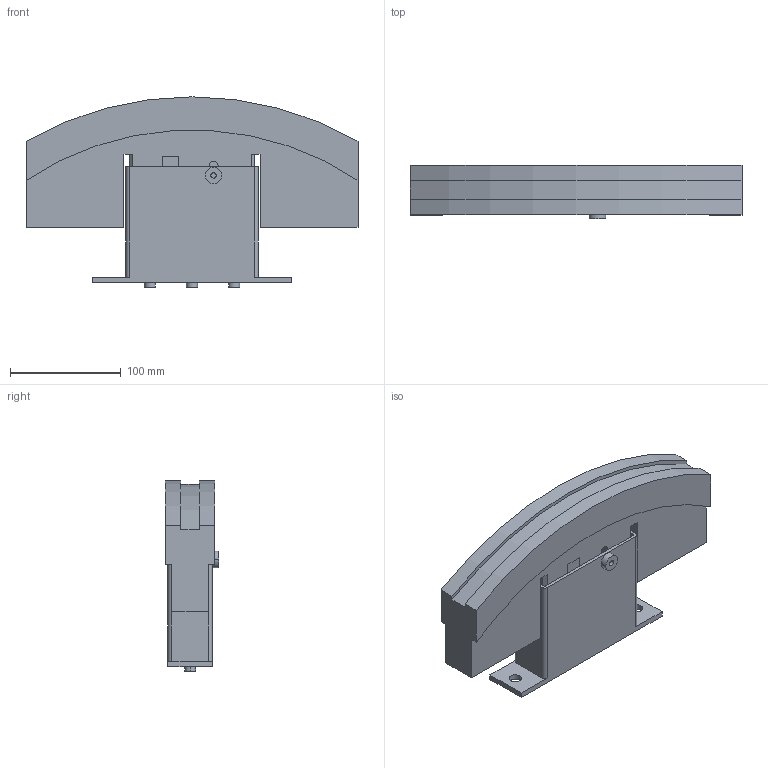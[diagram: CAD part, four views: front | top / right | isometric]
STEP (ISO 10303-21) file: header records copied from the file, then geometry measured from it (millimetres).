
FILE_DESCRIPTION(('STEP AP214'),'1');
FILE_NAME('cctmp_AD5F09EE-74C5-4380-AC27-A2D478AA87AB_2023_6_21_14_36_9_827..stp','2023-06-21T12:36:09',('Murtfeldt Kunststoffe GmbH & Co.KG'),('CADClick - www.CADClick.com'),'Spatial InterOp 3D',' ','unknown authorization');
FILE_SCHEMA(('AUTOMOTIVE_DESIGN'));
Length unit declared in the file: millimetre
Products named in the file (1): 1
Bounding box: 300 x 48.5 x 172 mm (x, y, z)
Volume: 1366569.3 mm3; surface area: 197534.6 mm2
Topology: 5 solids, 5 shells, 96 faces, 234 edges, 156 vertices
Faces by surface type: plane 67, cylinder 29
Entity records: 3664 total; most frequent: DIRECTION 494, CARTESIAN_POINT 491, ORIENTED_EDGE 468, EDGE_CURVE 234, LINE 176, VECTOR 176, AXIS2_PLACEMENT_3D 159, VERTEX_POINT 156
